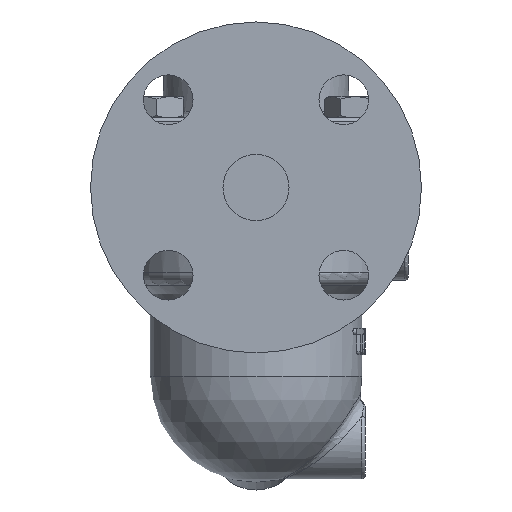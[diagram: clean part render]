
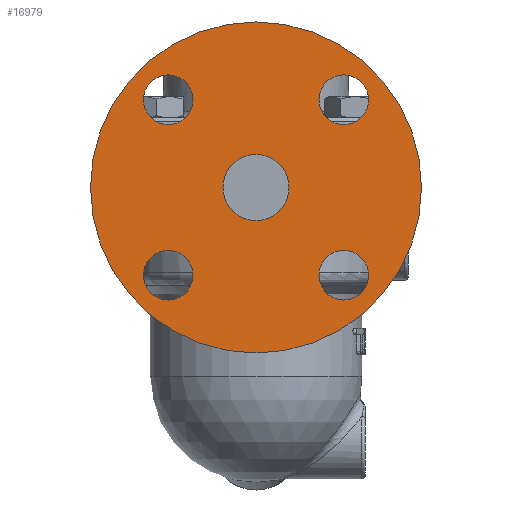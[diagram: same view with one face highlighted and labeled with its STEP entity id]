
A CAD part, left-side view. The second image highlights one B-rep face of the part: STEP entity #16979.
In plain terms, the highlighted planar face has unit normal (-1, 0, 0).
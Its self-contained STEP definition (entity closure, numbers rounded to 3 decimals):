
#16908=CARTESIAN_POINT('',(-95.0,0.0,4.));
#16909=DIRECTION('',(1.0,0.0,0.0));
#16910=DIRECTION('',(0.0,0.0,-1.0));
#16911=AXIS2_PLACEMENT_3D('',#16908,#16909,#16910);
#16912=PLANE('',#16911);
#16913=CARTESIAN_POINT('',(-95.0,0.,-46.0));
#16914=VERTEX_POINT('',#16913);
#16915=CARTESIAN_POINT('',(-95.0,0.0,4.));
#16916=DIRECTION('',(-1.0,0.0,0.0));
#16917=DIRECTION('',(0.0,0.0,1.0));
#16918=AXIS2_PLACEMENT_3D('',#16915,#16916,#16917);
#16919=CIRCLE('',#16918,50.0);
#16920=EDGE_CURVE('',#16914,#16914,#16919,.T.);
#16921=ORIENTED_EDGE('',*,*,#16920,.T.);
#16922=EDGE_LOOP('',(#16921));
#16923=FACE_OUTER_BOUND('',#16922,.T.);
#16924=CARTESIAN_POINT('',(-95.0,26.517,23.017));
#16925=VERTEX_POINT('',#16924);
#16926=CARTESIAN_POINT('',(-95.0,26.517,30.517));
#16927=DIRECTION('',(1.0,0.0,0.0));
#16928=DIRECTION('',(0.0,0.0,-1.0));
#16929=AXIS2_PLACEMENT_3D('',#16926,#16927,#16928);
#16930=CIRCLE('',#16929,7.5);
#16931=EDGE_CURVE('',#16925,#16925,#16930,.T.);
#16932=ORIENTED_EDGE('',*,*,#16931,.T.);
#16933=EDGE_LOOP('',(#16932));
#16934=FACE_BOUND('',#16933,.T.);
#16935=CARTESIAN_POINT('',(-95.0,19.017,-22.517));
#16936=VERTEX_POINT('',#16935);
#16937=CARTESIAN_POINT('',(-95.0,26.517,-22.517));
#16938=DIRECTION('',(1.0,0.0,0.0));
#16939=DIRECTION('',(0.0,-1.0,0.0));
#16940=AXIS2_PLACEMENT_3D('',#16937,#16938,#16939);
#16941=CIRCLE('',#16940,7.5);
#16942=EDGE_CURVE('',#16936,#16936,#16941,.T.);
#16943=ORIENTED_EDGE('',*,*,#16942,.T.);
#16944=EDGE_LOOP('',(#16943));
#16945=FACE_BOUND('',#16944,.T.);
#16946=CARTESIAN_POINT('',(-95.0,-26.517,-15.017));
#16947=VERTEX_POINT('',#16946);
#16948=CARTESIAN_POINT('',(-95.0,-26.517,-22.517));
#16949=DIRECTION('',(1.0,0.0,0.0));
#16950=DIRECTION('',(0.0,0.0,1.0));
#16951=AXIS2_PLACEMENT_3D('',#16948,#16949,#16950);
#16952=CIRCLE('',#16951,7.5);
#16953=EDGE_CURVE('',#16947,#16947,#16952,.T.);
#16954=ORIENTED_EDGE('',*,*,#16953,.T.);
#16955=EDGE_LOOP('',(#16954));
#16956=FACE_BOUND('',#16955,.T.);
#16957=CARTESIAN_POINT('',(-95.0,-19.017,30.517));
#16958=VERTEX_POINT('',#16957);
#16959=CARTESIAN_POINT('',(-95.0,-26.517,30.517));
#16960=DIRECTION('',(1.0,0.0,0.0));
#16961=DIRECTION('',(0.0,1.0,0.0));
#16962=AXIS2_PLACEMENT_3D('',#16959,#16960,#16961);
#16963=CIRCLE('',#16962,7.5);
#16964=EDGE_CURVE('',#16958,#16958,#16963,.T.);
#16965=ORIENTED_EDGE('',*,*,#16964,.T.);
#16966=EDGE_LOOP('',(#16965));
#16967=FACE_BOUND('',#16966,.T.);
#16968=CARTESIAN_POINT('',(-95.0,0.,-6.));
#16969=VERTEX_POINT('',#16968);
#16970=CARTESIAN_POINT('',(-95.0,0.0,4.));
#16971=DIRECTION('',(1.0,0.0,0.0));
#16972=DIRECTION('',(0.0,0.0,1.0));
#16973=AXIS2_PLACEMENT_3D('',#16970,#16971,#16972);
#16974=CIRCLE('',#16973,10.0);
#16975=EDGE_CURVE('',#16969,#16969,#16974,.T.);
#16976=ORIENTED_EDGE('',*,*,#16975,.T.);
#16977=EDGE_LOOP('',(#16976));
#16978=FACE_BOUND('',#16977,.T.);
#16979=ADVANCED_FACE('',(#16923,#16934,#16945,#16956,#16967,#16978),#16912,.F.);
